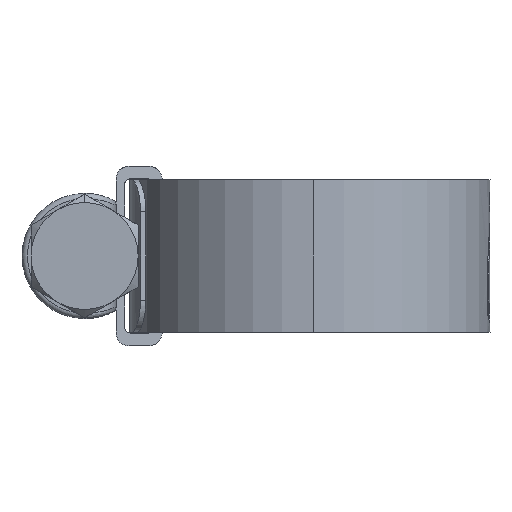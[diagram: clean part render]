
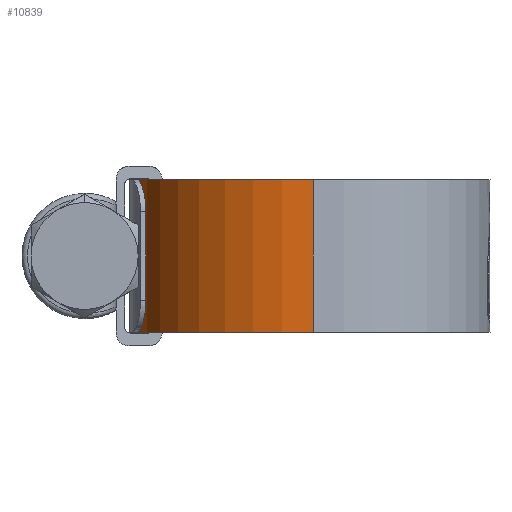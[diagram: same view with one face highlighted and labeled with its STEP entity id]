
A CAD part, left-side view. The second image highlights one B-rep face of the part: STEP entity #10839.
In plain terms, the highlighted cylindrical face has radius 16.53 mm (diameter 33.06 mm), a partial arc.
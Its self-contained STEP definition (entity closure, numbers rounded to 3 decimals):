
#99 = DIRECTION ( 'NONE',  ( 1., 0., 0. ) ) ;
#146 = CIRCLE ( 'NONE', #12699, 16.53 ) ;
#1744 = AXIS2_PLACEMENT_3D ( 'NONE', #8830, #14143, #9772 ) ;
#2178 = CIRCLE ( 'NONE', #4672, 16.53 ) ;
#2277 = VERTEX_POINT ( 'NONE', #6586 ) ;
#2805 = ORIENTED_EDGE ( 'NONE', *, *, #6247, .T. ) ;
#4613 = VERTEX_POINT ( 'NONE', #11445 ) ;
#4672 = AXIS2_PLACEMENT_3D ( 'NONE', #5506, #9887, #99 ) ;
#4750 = LINE ( 'NONE', #9132, #7663 ) ;
#5413 = VERTEX_POINT ( 'NONE', #5494 ) ;
#5494 = CARTESIAN_POINT ( 'NONE',  ( 0., 16.53, 7.135 ) ) ;
#5506 = CARTESIAN_POINT ( 'NONE',  ( 0., 0., 7.135 ) ) ;
#6156 = LINE ( 'NONE', #10523, #13153 ) ;
#6247 = EDGE_CURVE ( 'NONE', #5413, #11488, #6156, .T. ) ;
#6554 = CYLINDRICAL_SURFACE ( 'NONE', #1744, 16.53 ) ;
#6586 = CARTESIAN_POINT ( 'NONE',  ( -16.53, 0., -7.135 ) ) ;
#6958 = CARTESIAN_POINT ( 'NONE',  ( 0., 16.53, -7.135 ) ) ;
#7293 = DIRECTION ( 'NONE',  ( 0., 0., -1. ) ) ;
#7334 = CARTESIAN_POINT ( 'NONE',  ( 0., 0., -7.135 ) ) ;
#7663 = VECTOR ( 'NONE', #8458, 1000. ) ;
#7753 = FACE_OUTER_BOUND ( 'NONE', #14097, .T. ) ;
#8458 = DIRECTION ( 'NONE',  ( 0., 0., -1. ) ) ;
#8722 = ORIENTED_EDGE ( 'NONE', *, *, #10630, .T. ) ;
#8830 = CARTESIAN_POINT ( 'NONE',  ( 0., 0., 7.135 ) ) ;
#9132 = CARTESIAN_POINT ( 'NONE',  ( -16.53, 0., 7.135 ) ) ;
#9566 = ORIENTED_EDGE ( 'NONE', *, *, #11259, .F. ) ;
#9694 = DIRECTION ( 'NONE',  ( 0., 0., 1. ) ) ;
#9772 = DIRECTION ( 'NONE',  ( -1., 0., 0. ) ) ;
#9887 = DIRECTION ( 'NONE',  ( 0., 0., 1. ) ) ;
#10523 = CARTESIAN_POINT ( 'NONE',  ( 0., 16.53, 7.135 ) ) ;
#10630 = EDGE_CURVE ( 'NONE', #11488, #2277, #146, .T. ) ;
#10839 = ADVANCED_FACE ( 'NONE', ( #7753 ), #6554, .T. ) ;
#11259 = EDGE_CURVE ( 'NONE', #5413, #4613, #2178, .T. ) ;
#11445 = CARTESIAN_POINT ( 'NONE',  ( -16.53, 0., 7.135 ) ) ;
#11488 = VERTEX_POINT ( 'NONE', #6958 ) ;
#12591 = ORIENTED_EDGE ( 'NONE', *, *, #12642, .F. ) ;
#12642 = EDGE_CURVE ( 'NONE', #4613, #2277, #4750, .T. ) ;
#12699 = AXIS2_PLACEMENT_3D ( 'NONE', #7334, #9694, #13788 ) ;
#13153 = VECTOR ( 'NONE', #7293, 1000. ) ;
#13788 = DIRECTION ( 'NONE',  ( 1., 0., 0. ) ) ;
#14097 = EDGE_LOOP ( 'NONE', ( #12591, #9566, #2805, #8722 ) ) ;
#14143 = DIRECTION ( 'NONE',  ( 0., 0., -1. ) ) ;
